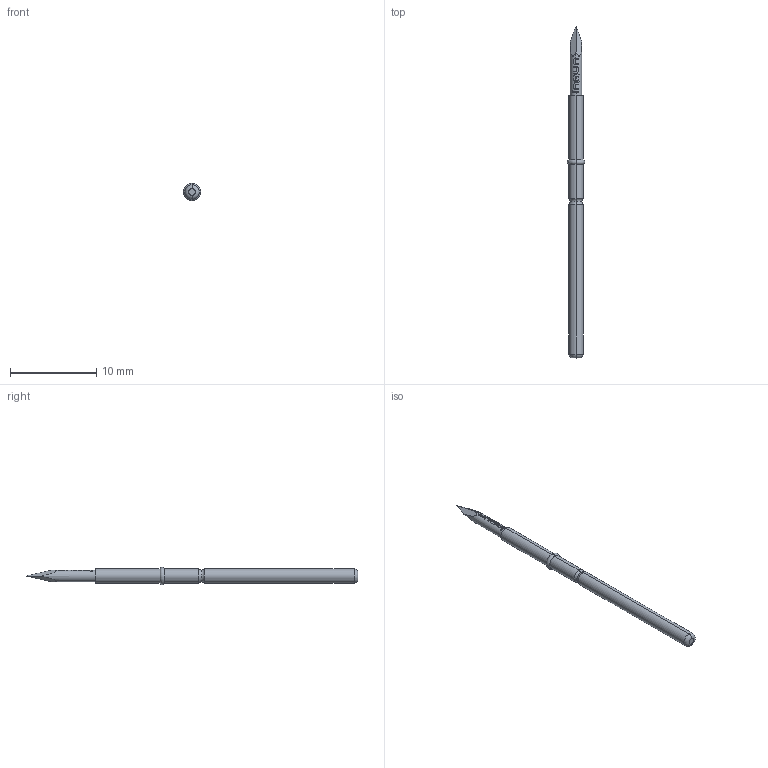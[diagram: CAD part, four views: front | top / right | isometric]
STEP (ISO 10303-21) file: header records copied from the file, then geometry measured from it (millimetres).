
FILE_DESCRIPTION (( 'STEP AP203' ), '1' );
FILE_NAME ('INGUN_GKS-422_291_130_N_xx08.STEP', '2020-09-15T15:21:31', ( '' ), ( '' ), 'SwSTEP 2.0', 'SolidWorks 2018', '' );
FILE_SCHEMA (( 'CONFIG_CONTROL_DESIGN' ));
Length unit declared in the file: millimetre
Products named in the file (1): INGUN_GKS-422_291_130_N_xx08
Bounding box: 2 x 38.4 x 2 mm (x, y, z)
Volume: 73 mm3; surface area: 188.7 mm2
Topology: 1 solids, 1 shells, 103 faces, 282 edges, 183 vertices
Faces by surface type: bspline 58, cylinder 27, plane 10, torus 8
Entity records: 4417 total; most frequent: CARTESIAN_POINT 2337, ORIENTED_EDGE 564, EDGE_CURVE 282, B_SPLINE_CURVE_WITH_KNOTS 222, VERTEX_POINT 183, DIRECTION 174, EDGE_LOOP 105, ADVANCED_FACE 103
